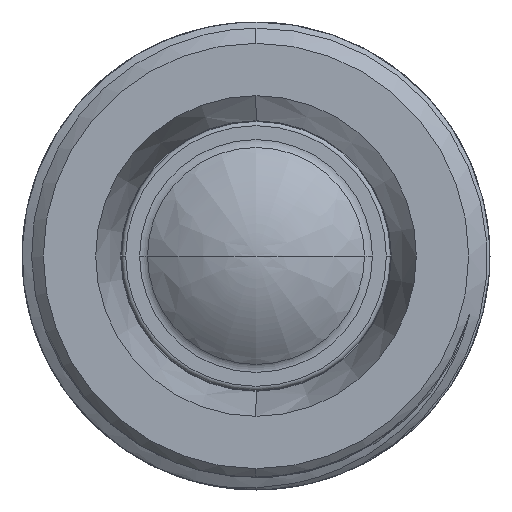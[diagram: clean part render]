
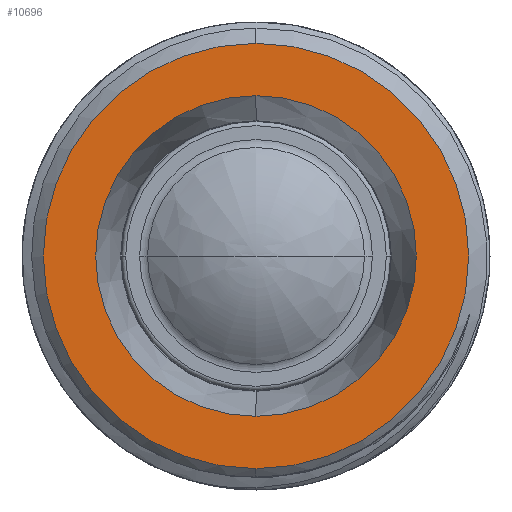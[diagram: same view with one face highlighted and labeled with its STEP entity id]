
A CAD part, left-side view. The second image highlights one B-rep face of the part: STEP entity #10696.
In plain terms, the highlighted planar face has unit normal (-1, 0, 0).
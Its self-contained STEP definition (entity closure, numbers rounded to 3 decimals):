
#29 = CIRCLE ( 'NONE', #3074, 3.769 ) ;
#259 = DIRECTION ( 'NONE',  ( -1., 0., 0. ) ) ;
#455 = CARTESIAN_POINT ( 'NONE',  ( -1.072, 0., 3.769 ) ) ;
#1137 = EDGE_CURVE ( 'NONE', #5234, #2012, #2910, .T. ) ;
#1568 = CARTESIAN_POINT ( 'NONE',  ( -1.072, 0., -5. ) ) ;
#1744 = DIRECTION ( 'NONE',  ( 0., 0., 1. ) ) ;
#2012 = VERTEX_POINT ( 'NONE', #455 ) ;
#2910 = CIRCLE ( 'NONE', #12641, 3.769 ) ;
#3074 = AXIS2_PLACEMENT_3D ( 'NONE', #14613, #13403, #1744 ) ;
#3209 = DIRECTION ( 'NONE',  ( 0., 0., 1. ) ) ;
#3329 = PLANE ( 'NONE',  #7166 ) ;
#4314 = ORIENTED_EDGE ( 'NONE', *, *, #14711, .T. ) ;
#5234 = VERTEX_POINT ( 'NONE', #5892 ) ;
#5892 = CARTESIAN_POINT ( 'NONE',  ( -1.072, 0., -3.769 ) ) ;
#6668 = EDGE_CURVE ( 'NONE', #14580, #16991, #8554, .T. ) ;
#6999 = EDGE_LOOP ( 'NONE', ( #17271, #7005 ) ) ;
#7005 = ORIENTED_EDGE ( 'NONE', *, *, #17530, .F. ) ;
#7166 = AXIS2_PLACEMENT_3D ( 'NONE', #17758, #259, #10371 ) ;
#7287 = AXIS2_PLACEMENT_3D ( 'NONE', #13584, #12189, #16357 ) ;
#7558 = EDGE_LOOP ( 'NONE', ( #4314, #18006 ) ) ;
#8554 = CIRCLE ( 'NONE', #7287, 5. ) ;
#10371 = DIRECTION ( 'NONE',  ( 0., -1., 0. ) ) ;
#10696 = ADVANCED_FACE ( 'NONE', ( #15888, #18154 ), #3329, .T. ) ;
#10965 = CARTESIAN_POINT ( 'NONE',  ( -1.072, 0., 0. ) ) ;
#11175 = CIRCLE ( 'NONE', #18493, 5. ) ;
#11991 = CARTESIAN_POINT ( 'NONE',  ( -1.072, 0., 5. ) ) ;
#12189 = DIRECTION ( 'NONE',  ( 1., 0., 0. ) ) ;
#12417 = DIRECTION ( 'NONE',  ( 1., 0., 0. ) ) ;
#12605 = DIRECTION ( 'NONE',  ( 0., 0., -1. ) ) ;
#12641 = AXIS2_PLACEMENT_3D ( 'NONE', #10965, #12417, #12605 ) ;
#13403 = DIRECTION ( 'NONE',  ( 1., 0., 0. ) ) ;
#13584 = CARTESIAN_POINT ( 'NONE',  ( -1.072, 0., 0. ) ) ;
#14580 = VERTEX_POINT ( 'NONE', #1568 ) ;
#14613 = CARTESIAN_POINT ( 'NONE',  ( -1.072, 0., 0. ) ) ;
#14711 = EDGE_CURVE ( 'NONE', #2012, #5234, #29, .T. ) ;
#14855 = DIRECTION ( 'NONE',  ( 1., 0., 0. ) ) ;
#14918 = CARTESIAN_POINT ( 'NONE',  ( -1.072, 0., 0. ) ) ;
#15888 = FACE_OUTER_BOUND ( 'NONE', #6999, .T. ) ;
#16357 = DIRECTION ( 'NONE',  ( 0., 0., -1. ) ) ;
#16991 = VERTEX_POINT ( 'NONE', #11991 ) ;
#17271 = ORIENTED_EDGE ( 'NONE', *, *, #6668, .F. ) ;
#17530 = EDGE_CURVE ( 'NONE', #16991, #14580, #11175, .T. ) ;
#17758 = CARTESIAN_POINT ( 'NONE',  ( -1.072, 0., 0. ) ) ;
#18006 = ORIENTED_EDGE ( 'NONE', *, *, #1137, .T. ) ;
#18154 = FACE_BOUND ( 'NONE', #7558, .T. ) ;
#18493 = AXIS2_PLACEMENT_3D ( 'NONE', #14918, #14855, #3209 ) ;
